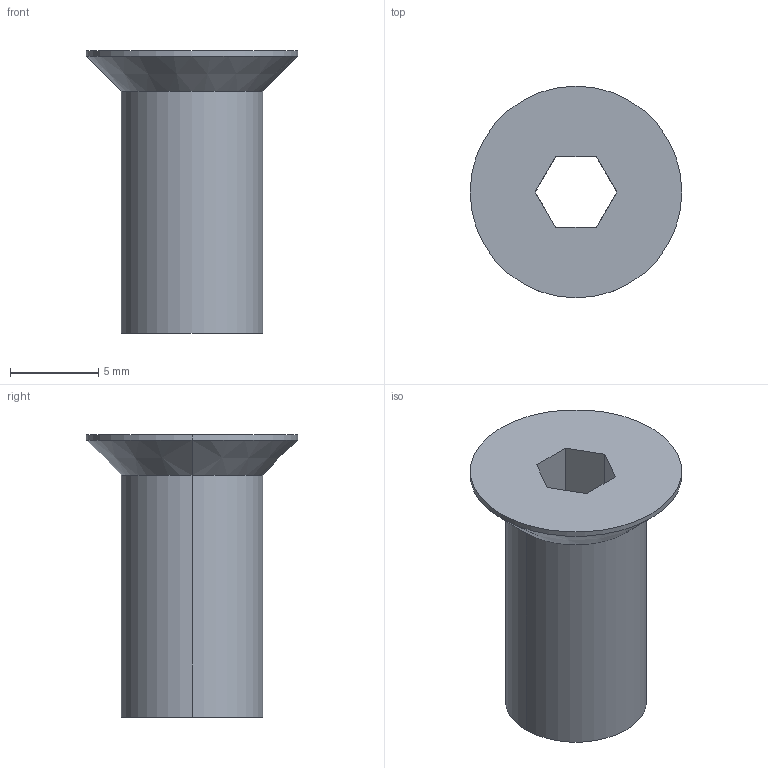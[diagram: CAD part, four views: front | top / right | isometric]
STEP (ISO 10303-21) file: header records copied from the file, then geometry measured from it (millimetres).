
FILE_DESCRIPTION (( 'STEP AP203' ), '1' );
FILE_NAME ('58382-240-6.step', '2018-12-04T13:29:02', ( '' ), ( '' ), 'SwSTEP 2.0', 'SolidWorks 2015', '' );
FILE_SCHEMA (( 'CONFIG_CONTROL_DESIGN' ));
Length unit declared in the file: millimetre
Products named in the file (1): 58382-240-6
Bounding box: 12 x 12 x 16 mm (x, y, z)
Volume: 592.6 mm3; surface area: 811.8 mm2
Topology: 1 solids, 1 shells, 282 faces, 743 edges, 492 vertices
Faces by surface type: plane 136, bspline 134, cone 6, cylinder 6
Entity records: 15904 total; most frequent: CARTESIAN_POINT 9770, ORIENTED_EDGE 1486, DIRECTION 781, EDGE_CURVE 743, VERTEX_POINT 492, VECTOR 455, LINE 455, EDGE_LOOP 313
